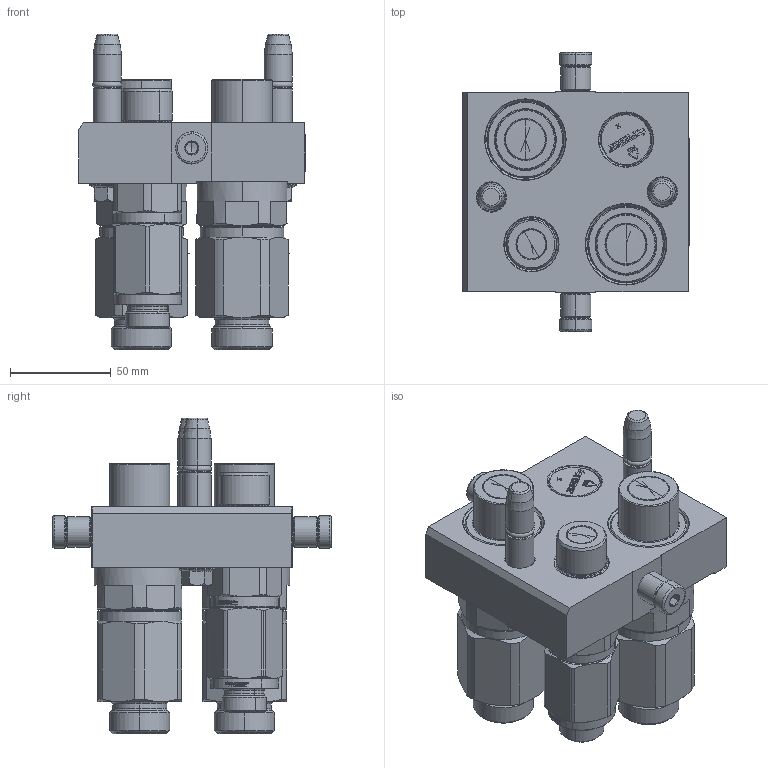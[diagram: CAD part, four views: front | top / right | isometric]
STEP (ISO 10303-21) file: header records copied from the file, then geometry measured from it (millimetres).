
FILE_DESCRIPTION (( 'STEP AP214' ), '1' );
FILE_NAME ('FASTER.step', '2021-11-22T10:01:03', ( '' ), ( '' ), 'SwSTEP 2.0', 'SolidWorks 2017', '' );
FILE_SCHEMA (( 'AUTOMOTIVE_DESIGN' ));
Length unit declared in the file: millimetre
Products named in the file (14): 4830_013_3000_030; 4830_021_0000_000; et002; 1540_080_0008_000; 3ffnp34_3_302m; FASTER; 3ffnp12-2_22m; TAPPO_12; P510_M_BASE; 4830_028_1000_011; or2_62x9_19_m; 4830_010_0000_032
Assembly tree (19 placements, depth 3):
  FASTER
    P510_M_BASE
      4830_010_0000_032
      4830_013_3000_030  x2
      4830_028_1000_011  x2
      4830_021_0000_000  x2
      1540_080_0008_000  x2
      or2_62x9_19_m  x2
    3ffnp34_3_302m  x2
      3ffnp34_3_302m
    3ffnp12-2_22m
      3ffnp12-2_22m
    TAPPO_12
    et002
Bounding box: 112.3 x 138.6 x 156.75 mm (x, y, z)
Volume: 14420.4 mm3; surface area: 137330.9 mm2
Topology: 6 solids, 47 shells, 2349 faces, 6814 edges, 4477 vertices
Faces by surface type: plane 1382, cylinder 409, cone 308, torus 138, bspline 112
Entity records: 81150 total; most frequent: CARTESIAN_POINT 21209, ORIENTED_EDGE 10421, DIRECTION 9563, EDGE_CURVE 5552, LINE 3747, VECTOR 3747, VERTEX_POINT 3668, AXIS2_PLACEMENT_3D 2908
